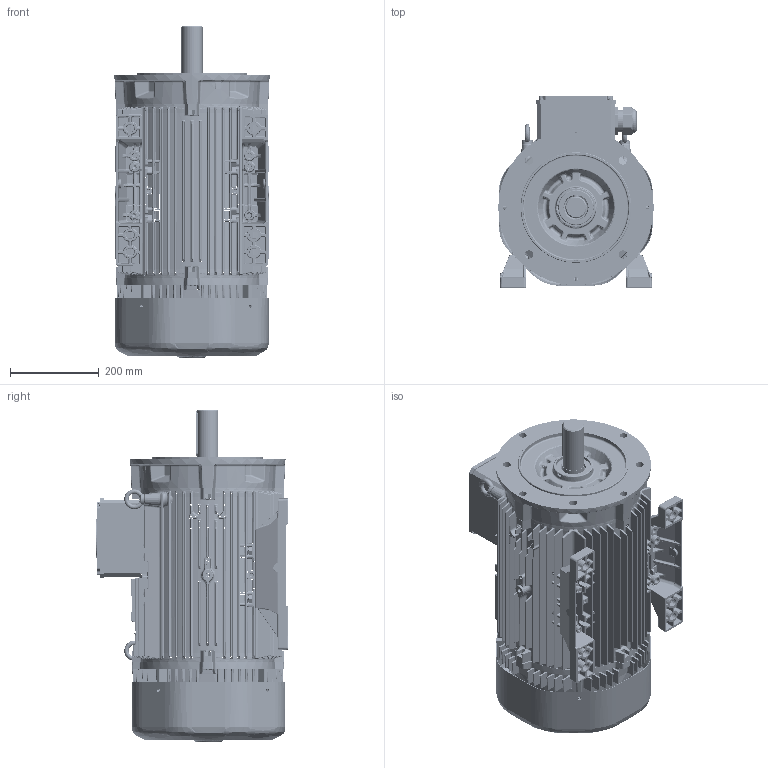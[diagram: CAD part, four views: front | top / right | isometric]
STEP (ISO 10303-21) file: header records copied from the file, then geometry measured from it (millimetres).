
FILE_DESCRIPTION(/* description */ (''),/* implementation_level */ '2;1');
FILE_NAME(/* name */ 'QH180_B35 (DEEP COVER).stp',/* time_stamp */ '2024-07-31T17:04:26+03:00',/* author */ (''),/* organization */ (''),/* preprocessor_version */ 'ST-DEVELOPER v18.102',/* originating_system */ 'SIEMENS PLM Software NX2206.8101',/* authorisation */ '');
FILE_SCHEMA (('AP203_CONFIGURATION_CONTROLLED_3D_DESIGN_OF_MECHANICAL_PARTS_AND_ASSEMBLIES_MIM_LF { 1 0 10303 403 2 1 2}'));
Products named in the file (1): 001_objects
Bounding box: 351.36 x 433 x 749.5 mm (x, y, z)
Surface area: 2355562.9 mm2 (no closed solid volume)
Topology: 0 solids, 98 shells, 7437 faces, 27507 edges, 18000 vertices
Faces by surface type: cylinder 2698, plane 2473, torus 794, bspline 718, sphere 401, cone 352, revolution 1
Full cylindrical faces by diameter (mm): 5.5 x1, 5.6 x4, 6.647 x1, 8 x1, 17 x4, 18.5 x4, 22 x2, 25 x2, 25.05 x2, 48 x1, 50 x1, 51 x1, 51.2 x2, 55 x2, 80 x2, 82 x1, 86.96 x1, 110 x1, 118 x1, 250 x1
Entity records: 328919 total; most frequent: CARTESIAN_POINT 117431, ORIENTED_EDGE 41411, DIRECTION 40136, EDGE_CURVE 27111, VERTEX_POINT 17949, AXIS2_PLACEMENT_3D 14405, LINE 11325, VECTOR 11325
